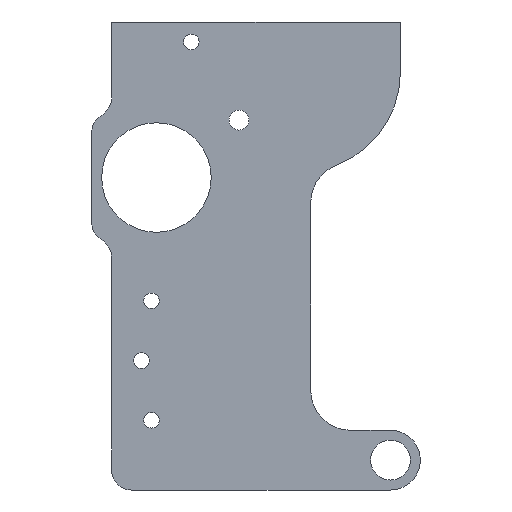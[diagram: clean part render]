
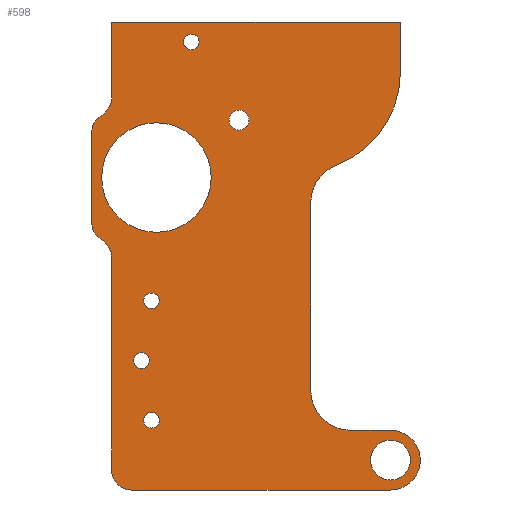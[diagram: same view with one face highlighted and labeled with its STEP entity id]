
A CAD part, left-side view. The second image highlights one B-rep face of the part: STEP entity #598.
In plain terms, the highlighted planar face has unit normal (-1, 0, 0).
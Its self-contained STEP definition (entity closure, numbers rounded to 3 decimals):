
#24=FACE_BOUND('',#89,.T.);
#25=FACE_BOUND('',#90,.T.);
#26=FACE_BOUND('',#91,.T.);
#27=FACE_BOUND('',#92,.T.);
#28=FACE_BOUND('',#93,.T.);
#29=FACE_BOUND('',#94,.T.);
#30=FACE_BOUND('',#95,.T.);
#36=PLANE('',#663);
#51=FACE_OUTER_BOUND('',#88,.T.);
#88=EDGE_LOOP('',(#450,#451,#452,#453,#454,#455,#456,#457,#458,#459,#460,
#461,#462,#463,#464,#465,#466));
#89=EDGE_LOOP('',(#467));
#90=EDGE_LOOP('',(#468));
#91=EDGE_LOOP('',(#469));
#92=EDGE_LOOP('',(#470));
#93=EDGE_LOOP('',(#471,#472));
#94=EDGE_LOOP('',(#473,#474));
#95=EDGE_LOOP('',(#475,#476));
#133=LINE('',#971,#177);
#137=LINE('',#980,#181);
#138=LINE('',#983,#182);
#139=LINE('',#987,#183);
#140=LINE('',#991,#184);
#141=LINE('',#997,#185);
#142=LINE('',#998,#186);
#143=LINE('',#999,#187);
#177=VECTOR('',#775,10.);
#181=VECTOR('',#785,10.);
#182=VECTOR('',#788,10.);
#183=VECTOR('',#791,10.);
#184=VECTOR('',#794,10.);
#185=VECTOR('',#799,10.);
#186=VECTOR('',#800,10.);
#187=VECTOR('',#801,10.);
#208=CIRCLE('',#636,2.);
#210=CIRCLE('',#639,2.);
#225=CIRCLE('',#656,2.);
#226=CIRCLE('',#658,2.);
#227=CIRCLE('',#661,2.);
#228=CIRCLE('',#664,3.);
#229=CIRCLE('',#665,4.);
#230=CIRCLE('',#666,4.);
#231=CIRCLE('',#667,10.);
#232=CIRCLE('',#668,5.5);
#233=CIRCLE('',#669,2.);
#234=CIRCLE('',#670,1.);
#235=CIRCLE('',#671,0.8);
#236=CIRCLE('',#672,0.784);
#237=CIRCLE('',#673,0.784);
#238=CIRCLE('',#674,0.784);
#239=CIRCLE('',#675,0.784);
#240=CIRCLE('',#676,0.784);
#241=CIRCLE('',#677,0.784);
#252=VERTEX_POINT('',#904);
#253=VERTEX_POINT('',#906);
#255=VERTEX_POINT('',#912);
#277=VERTEX_POINT('',#960);
#278=VERTEX_POINT('',#962);
#279=VERTEX_POINT('',#966);
#280=VERTEX_POINT('',#970);
#281=VERTEX_POINT('',#974);
#282=VERTEX_POINT('',#976);
#283=VERTEX_POINT('',#982);
#284=VERTEX_POINT('',#984);
#285=VERTEX_POINT('',#986);
#286=VERTEX_POINT('',#988);
#287=VERTEX_POINT('',#990);
#288=VERTEX_POINT('',#992);
#289=VERTEX_POINT('',#994);
#290=VERTEX_POINT('',#996);
#291=VERTEX_POINT('',#1000);
#292=VERTEX_POINT('',#1002);
#293=VERTEX_POINT('',#1004);
#294=VERTEX_POINT('',#1006);
#295=VERTEX_POINT('',#1008);
#296=VERTEX_POINT('',#1009);
#297=VERTEX_POINT('',#1012);
#298=VERTEX_POINT('',#1013);
#299=VERTEX_POINT('',#1016);
#300=VERTEX_POINT('',#1017);
#313=EDGE_CURVE('',#252,#253,#208,.T.);
#317=EDGE_CURVE('',#255,#252,#210,.T.);
#341=EDGE_CURVE('',#277,#278,#225,.T.);
#343=EDGE_CURVE('',#278,#279,#226,.T.);
#345=EDGE_CURVE('',#280,#279,#133,.T.);
#348=EDGE_CURVE('',#281,#282,#227,.T.);
#350=EDGE_CURVE('',#255,#282,#137,.T.);
#351=EDGE_CURVE('',#281,#283,#138,.T.);
#352=EDGE_CURVE('',#283,#284,#228,.T.);
#353=EDGE_CURVE('',#284,#285,#139,.T.);
#354=EDGE_CURVE('',#286,#285,#229,.T.);
#355=EDGE_CURVE('',#286,#287,#140,.T.);
#356=EDGE_CURVE('',#288,#287,#230,.T.);
#357=EDGE_CURVE('',#289,#288,#231,.T.);
#358=EDGE_CURVE('',#289,#290,#141,.T.);
#359=EDGE_CURVE('',#290,#280,#142,.T.);
#360=EDGE_CURVE('',#277,#253,#143,.T.);
#361=EDGE_CURVE('',#291,#291,#232,.T.);
#362=EDGE_CURVE('',#292,#292,#233,.T.);
#363=EDGE_CURVE('',#293,#293,#234,.T.);
#364=EDGE_CURVE('',#294,#294,#235,.T.);
#365=EDGE_CURVE('',#295,#296,#236,.T.);
#366=EDGE_CURVE('',#296,#295,#237,.T.);
#367=EDGE_CURVE('',#297,#298,#238,.T.);
#368=EDGE_CURVE('',#298,#297,#239,.T.);
#369=EDGE_CURVE('',#299,#300,#240,.T.);
#370=EDGE_CURVE('',#300,#299,#241,.T.);
#450=ORIENTED_EDGE('',*,*,#313,.F.);
#451=ORIENTED_EDGE('',*,*,#317,.F.);
#452=ORIENTED_EDGE('',*,*,#350,.T.);
#453=ORIENTED_EDGE('',*,*,#348,.F.);
#454=ORIENTED_EDGE('',*,*,#351,.T.);
#455=ORIENTED_EDGE('',*,*,#352,.T.);
#456=ORIENTED_EDGE('',*,*,#353,.T.);
#457=ORIENTED_EDGE('',*,*,#354,.F.);
#458=ORIENTED_EDGE('',*,*,#355,.T.);
#459=ORIENTED_EDGE('',*,*,#356,.F.);
#460=ORIENTED_EDGE('',*,*,#357,.F.);
#461=ORIENTED_EDGE('',*,*,#358,.T.);
#462=ORIENTED_EDGE('',*,*,#359,.T.);
#463=ORIENTED_EDGE('',*,*,#345,.T.);
#464=ORIENTED_EDGE('',*,*,#343,.F.);
#465=ORIENTED_EDGE('',*,*,#341,.F.);
#466=ORIENTED_EDGE('',*,*,#360,.T.);
#467=ORIENTED_EDGE('',*,*,#361,.T.);
#468=ORIENTED_EDGE('',*,*,#362,.T.);
#469=ORIENTED_EDGE('',*,*,#363,.T.);
#470=ORIENTED_EDGE('',*,*,#364,.T.);
#471=ORIENTED_EDGE('',*,*,#365,.T.);
#472=ORIENTED_EDGE('',*,*,#366,.T.);
#473=ORIENTED_EDGE('',*,*,#367,.T.);
#474=ORIENTED_EDGE('',*,*,#368,.T.);
#475=ORIENTED_EDGE('',*,*,#369,.T.);
#476=ORIENTED_EDGE('',*,*,#370,.T.);
#598=ADVANCED_FACE('',(#51,#24,#25,#26,#27,#28,#29,#30),#36,.F.);
#636=AXIS2_PLACEMENT_3D('',#907,#714,#715);
#639=AXIS2_PLACEMENT_3D('',#914,#722,#723);
#656=AXIS2_PLACEMENT_3D('',#963,#765,#766);
#658=AXIS2_PLACEMENT_3D('',#967,#770,#771);
#661=AXIS2_PLACEMENT_3D('',#977,#780,#781);
#663=AXIS2_PLACEMENT_3D('',#981,#786,#787);
#664=AXIS2_PLACEMENT_3D('',#985,#789,#790);
#665=AXIS2_PLACEMENT_3D('',#989,#792,#793);
#666=AXIS2_PLACEMENT_3D('',#993,#795,#796);
#667=AXIS2_PLACEMENT_3D('',#995,#797,#798);
#668=AXIS2_PLACEMENT_3D('',#1001,#802,#803);
#669=AXIS2_PLACEMENT_3D('',#1003,#804,#805);
#670=AXIS2_PLACEMENT_3D('',#1005,#806,#807);
#671=AXIS2_PLACEMENT_3D('',#1007,#808,#809);
#672=AXIS2_PLACEMENT_3D('',#1010,#810,#811);
#673=AXIS2_PLACEMENT_3D('',#1011,#812,#813);
#674=AXIS2_PLACEMENT_3D('',#1014,#814,#815);
#675=AXIS2_PLACEMENT_3D('',#1015,#816,#817);
#676=AXIS2_PLACEMENT_3D('',#1018,#818,#819);
#677=AXIS2_PLACEMENT_3D('',#1019,#820,#821);
#714=DIRECTION('center_axis',(1.,0.,0.));
#715=DIRECTION('ref_axis',(0.,0.866,-0.5));
#722=DIRECTION('center_axis',(-1.,0.,0.));
#723=DIRECTION('ref_axis',(0.,-0.707,0.707));
#765=DIRECTION('center_axis',(1.,0.,0.));
#766=DIRECTION('ref_axis',(0.,0.866,0.5));
#770=DIRECTION('center_axis',(-1.,0.,0.));
#771=DIRECTION('ref_axis',(0.,-0.707,-0.707));
#775=DIRECTION('',(0.,0.,-1.));
#780=DIRECTION('center_axis',(1.,0.,0.));
#781=DIRECTION('ref_axis',(0.,0.707,-0.707));
#785=DIRECTION('',(0.,0.,-1.));
#786=DIRECTION('center_axis',(1.,0.,0.));
#787=DIRECTION('ref_axis',(0.,0.,-1.));
#788=DIRECTION('',(0.,-1.,0.));
#789=DIRECTION('center_axis',(-1.,0.,0.));
#790=DIRECTION('ref_axis',(0.,0.,1.));
#791=DIRECTION('',(0.,1.,0.));
#792=DIRECTION('center_axis',(-1.,0.,0.));
#793=DIRECTION('ref_axis',(0.,0.707,-0.707));
#794=DIRECTION('',(0.,0.,1.));
#795=DIRECTION('center_axis',(-1.,0.,0.));
#796=DIRECTION('ref_axis',(0.,0.824,0.567));
#797=DIRECTION('center_axis',(1.,0.,0.));
#798=DIRECTION('ref_axis',(0.,-0.1,-0.995));
#799=DIRECTION('',(0.,0.,1.));
#800=DIRECTION('',(0.,1.,0.));
#801=DIRECTION('',(0.,0.,-1.));
#802=DIRECTION('center_axis',(1.,0.,0.));
#803=DIRECTION('ref_axis',(0.,-1.,0.));
#804=DIRECTION('center_axis',(1.,0.,0.));
#805=DIRECTION('ref_axis',(0.,-1.,0.));
#806=DIRECTION('center_axis',(1.,0.,0.));
#807=DIRECTION('ref_axis',(0.,-1.,0.));
#808=DIRECTION('center_axis',(1.,0.,0.));
#809=DIRECTION('ref_axis',(0.,-1.,0.));
#810=DIRECTION('center_axis',(1.,0.,0.));
#811=DIRECTION('ref_axis',(0.,0.,1.));
#812=DIRECTION('center_axis',(1.,0.,0.));
#813=DIRECTION('ref_axis',(0.,0.,1.));
#814=DIRECTION('center_axis',(1.,0.,0.));
#815=DIRECTION('ref_axis',(0.,0.,1.));
#816=DIRECTION('center_axis',(1.,0.,0.));
#817=DIRECTION('ref_axis',(0.,0.,1.));
#818=DIRECTION('center_axis',(1.,0.,0.));
#819=DIRECTION('ref_axis',(0.,0.,1.));
#820=DIRECTION('center_axis',(1.,0.,0.));
#821=DIRECTION('ref_axis',(0.,0.,1.));
#904=CARTESIAN_POINT('',(-2.5,1.,35.113));
#906=CARTESIAN_POINT('',(-2.5,2.,36.845));
#907=CARTESIAN_POINT('Origin',(-2.5,0.,36.845));
#912=CARTESIAN_POINT('',(-2.5,0.,33.381));
#914=CARTESIAN_POINT('Origin',(-2.5,2.,33.381));
#960=CARTESIAN_POINT('',(-2.5,2.,45.917));
#962=CARTESIAN_POINT('',(-2.5,1.,47.649));
#963=CARTESIAN_POINT('Origin',(-2.5,0.,45.917));
#966=CARTESIAN_POINT('',(-2.5,0.,49.381));
#967=CARTESIAN_POINT('Origin',(-2.5,2.,49.381));
#970=CARTESIAN_POINT('',(-2.5,0.,57.));
#971=CARTESIAN_POINT('',(-2.5,0.,47.381));
#974=CARTESIAN_POINT('',(-2.5,-2.,10.));
#976=CARTESIAN_POINT('',(-2.5,0.,12.));
#977=CARTESIAN_POINT('Origin',(-2.5,-2.,12.));
#980=CARTESIAN_POINT('',(-2.5,0.,10.));
#981=CARTESIAN_POINT('Origin',(-2.5,-13.656,33.324));
#982=CARTESIAN_POINT('',(-2.5,-28.,10.));
#983=CARTESIAN_POINT('',(-2.5,-28.,10.));
#984=CARTESIAN_POINT('',(-2.5,-28.,16.));
#985=CARTESIAN_POINT('Origin',(-2.5,-28.,13.));
#986=CARTESIAN_POINT('',(-2.5,-24.,16.));
#987=CARTESIAN_POINT('',(-2.5,-20.,16.));
#988=CARTESIAN_POINT('',(-2.5,-20.,20.));
#989=CARTESIAN_POINT('Origin',(-2.5,-24.,20.));
#990=CARTESIAN_POINT('',(-2.5,-20.,38.873));
#991=CARTESIAN_POINT('',(-2.5,-20.,42.));
#992=CARTESIAN_POINT('',(-2.5,-22.571,42.609));
#993=CARTESIAN_POINT('Origin',(-2.5,-24.,38.873));
#994=CARTESIAN_POINT('',(-2.5,-29.,51.95));
#995=CARTESIAN_POINT('Origin',(-2.5,-19.,51.95));
#996=CARTESIAN_POINT('',(-2.5,-29.,57.));
#997=CARTESIAN_POINT('',(-2.5,-29.,57.));
#998=CARTESIAN_POINT('',(-2.5,0.,57.));
#999=CARTESIAN_POINT('',(-2.5,2.,35.381));
#1000=CARTESIAN_POINT('',(-2.5,1.,41.381));
#1001=CARTESIAN_POINT('Origin',(-2.5,-4.5,41.381));
#1002=CARTESIAN_POINT('',(-2.5,-26.,13.));
#1003=CARTESIAN_POINT('Origin',(-2.5,-28.,13.));
#1004=CARTESIAN_POINT('',(-2.5,-11.791,47.149));
#1005=CARTESIAN_POINT('Origin',(-2.5,-12.791,47.149));
#1006=CARTESIAN_POINT('',(-2.5,-2.2,23.));
#1007=CARTESIAN_POINT('Origin',(-2.5,-3.,23.));
#1008=CARTESIAN_POINT('',(-2.5,-8.,55.784));
#1009=CARTESIAN_POINT('',(-2.5,-8.,54.217));
#1010=CARTESIAN_POINT('Origin',(-2.5,-8.,55.));
#1011=CARTESIAN_POINT('Origin',(-2.5,-8.,55.));
#1012=CARTESIAN_POINT('',(-2.5,-4.,17.784));
#1013=CARTESIAN_POINT('',(-2.5,-4.,16.217));
#1014=CARTESIAN_POINT('Origin',(-2.5,-4.,17.));
#1015=CARTESIAN_POINT('Origin',(-2.5,-4.,17.));
#1016=CARTESIAN_POINT('',(-2.5,-4.,29.784));
#1017=CARTESIAN_POINT('',(-2.5,-4.,28.217));
#1018=CARTESIAN_POINT('Origin',(-2.5,-4.,29.));
#1019=CARTESIAN_POINT('Origin',(-2.5,-4.,29.));
